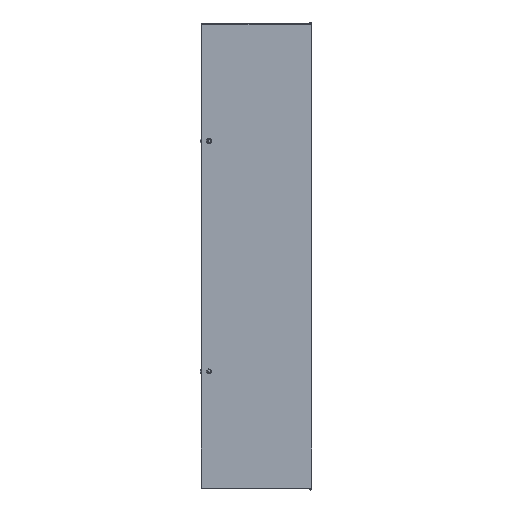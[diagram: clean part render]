
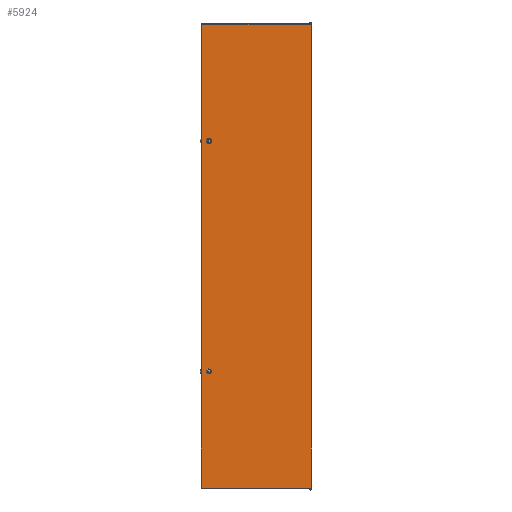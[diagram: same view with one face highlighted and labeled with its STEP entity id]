
A CAD part, top view. The second image highlights one B-rep face of the part: STEP entity #5924.
In plain terms, the highlighted planar face has unit normal (0, 0, 1).
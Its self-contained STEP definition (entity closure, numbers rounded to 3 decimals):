
#99 = LINE ( 'NONE', #2755, #6101 ) ;
#106 = AXIS2_PLACEMENT_3D ( 'NONE', #3487, #8865, #12192 ) ;
#145 = ORIENTED_EDGE ( 'NONE', *, *, #10413, .T. ) ;
#160 = CARTESIAN_POINT ( 'NONE',  ( 249.38, 1060.444, 9.598 ) ) ;
#555 = CARTESIAN_POINT ( 'NONE',  ( 248.593, -1062.556, 9.598 ) ) ;
#636 = EDGE_CURVE ( 'NONE', #15599, #4600, #5638, .T. ) ;
#648 = DIRECTION ( 'NONE',  ( 1., 0., 0. ) ) ;
#727 = CARTESIAN_POINT ( 'NONE',  ( -228.407, -533.93, 9.598 ) ) ;
#872 = CARTESIAN_POINT ( 'NONE',  ( 248.593, -1063.344, 9.598 ) ) ;
#1107 = VERTEX_POINT ( 'NONE', #1305 ) ;
#1191 = DIRECTION ( 'NONE',  ( 0., 0., -1. ) ) ;
#1250 = CARTESIAN_POINT ( 'NONE',  ( -212.407, -533.93, 9.598 ) ) ;
#1305 = CARTESIAN_POINT ( 'NONE',  ( -228.407, 521.57, 9.598 ) ) ;
#1370 = DIRECTION ( 'NONE',  ( 0., 0., 1. ) ) ;
#1455 = DIRECTION ( 'NONE',  ( 1., 0., 0. ) ) ;
#2109 = LINE ( 'NONE', #14208, #14443 ) ;
#2134 = AXIS2_PLACEMENT_3D ( 'NONE', #6844, #1191, #5156 ) ;
#2273 = DIRECTION ( 'NONE',  ( 0., -1., 0. ) ) ;
#2334 = CARTESIAN_POINT ( 'NONE',  ( -228.407, 531.817, 9.598 ) ) ;
#2685 = FACE_BOUND ( 'NONE', #17393, .T. ) ;
#2755 = CARTESIAN_POINT ( 'NONE',  ( -228.407, -533.93, 9.598 ) ) ;
#3487 = CARTESIAN_POINT ( 'NONE',  ( -220.407, 526.694, 9.598 ) ) ;
#3550 = CARTESIAN_POINT ( 'NONE',  ( -220.407, 526.694, 9.598 ) ) ;
#4240 = EDGE_LOOP ( 'NONE', ( #14243, #17507, #17207, #9879 ) ) ;
#4583 = LINE ( 'NONE', #7322, #8515 ) ;
#4600 = VERTEX_POINT ( 'NONE', #14086 ) ;
#4841 = LINE ( 'NONE', #872, #6254 ) ;
#5015 = VERTEX_POINT ( 'NONE', #15842 ) ;
#5156 = DIRECTION ( 'NONE',  ( 1., 0., 0. ) ) ;
#5303 = CARTESIAN_POINT ( 'NONE',  ( -212.407, 521.57, 9.598 ) ) ;
#5575 = CARTESIAN_POINT ( 'NONE',  ( -212.407, -533.93, 9.598 ) ) ;
#5638 = LINE ( 'NONE', #160, #6708 ) ;
#5924 = ADVANCED_FACE ( 'NONE', ( #2685, #13711, #10888 ), #8329, .T. ) ;
#6101 = VECTOR ( 'NONE', #10875, 1000. ) ;
#6254 = VECTOR ( 'NONE', #14293, 1000. ) ;
#6349 = CARTESIAN_POINT ( 'NONE',  ( -220.407, -528.806, 9.598 ) ) ;
#6633 = LINE ( 'NONE', #1250, #15067 ) ;
#6708 = VECTOR ( 'NONE', #12352, 1000. ) ;
#6844 = CARTESIAN_POINT ( 'NONE',  ( -220.407, -528.806, 9.598 ) ) ;
#6856 = DIRECTION ( 'NONE',  ( 0., 1., 0. ) ) ;
#7025 = EDGE_CURVE ( 'NONE', #14136, #1107, #16224, .T. ) ;
#7107 = DIRECTION ( 'NONE',  ( 0., -1., 0. ) ) ;
#7218 = EDGE_LOOP ( 'NONE', ( #9618, #13642, #145, #7879 ) ) ;
#7322 = CARTESIAN_POINT ( 'NONE',  ( -254.195, -1062.556, 9.598 ) ) ;
#7436 = AXIS2_PLACEMENT_3D ( 'NONE', #6349, #7848, #8915 ) ;
#7566 = EDGE_CURVE ( 'NONE', #10497, #14556, #15339, .T. ) ;
#7625 = CARTESIAN_POINT ( 'NONE',  ( 248.593, 1060.444, 9.598 ) ) ;
#7637 = CARTESIAN_POINT ( 'NONE',  ( -253.407, -1062.556, 9.598 ) ) ;
#7640 = ORIENTED_EDGE ( 'NONE', *, *, #7025, .F. ) ;
#7717 = CIRCLE ( 'NONE', #106, 9.5 ) ;
#7848 = DIRECTION ( 'NONE',  ( 0., 0., -1. ) ) ;
#7879 = ORIENTED_EDGE ( 'NONE', *, *, #9972, .T. ) ;
#8018 = EDGE_CURVE ( 'NONE', #17238, #8293, #10825, .T. ) ;
#8079 = AXIS2_PLACEMENT_3D ( 'NONE', #3550, #10337, #648 ) ;
#8133 = EDGE_CURVE ( 'NONE', #8293, #14136, #7717, .T. ) ;
#8293 = VERTEX_POINT ( 'NONE', #9786 ) ;
#8329 = PLANE ( 'NONE',  #11565 ) ;
#8502 = ORIENTED_EDGE ( 'NONE', *, *, #8133, .F. ) ;
#8515 = VECTOR ( 'NONE', #11113, 1000. ) ;
#8865 = DIRECTION ( 'NONE',  ( 0., 0., 1. ) ) ;
#8915 = DIRECTION ( 'NONE',  ( 1., 0., 0. ) ) ;
#9443 = ORIENTED_EDGE ( 'NONE', *, *, #10351, .F. ) ;
#9618 = ORIENTED_EDGE ( 'NONE', *, *, #17218, .T. ) ;
#9786 = CARTESIAN_POINT ( 'NONE',  ( -212.407, 531.817, 9.598 ) ) ;
#9879 = ORIENTED_EDGE ( 'NONE', *, *, #636, .T. ) ;
#9972 = EDGE_CURVE ( 'NONE', #5015, #13044, #17386, .T. ) ;
#10337 = DIRECTION ( 'NONE',  ( 0., 0., 1. ) ) ;
#10351 = EDGE_CURVE ( 'NONE', #1107, #17238, #13424, .T. ) ;
#10413 = EDGE_CURVE ( 'NONE', #14556, #5015, #99, .T. ) ;
#10497 = VERTEX_POINT ( 'NONE', #5575 ) ;
#10758 = VECTOR ( 'NONE', #7107, 1000. ) ;
#10825 = LINE ( 'NONE', #16241, #14782 ) ;
#10875 = DIRECTION ( 'NONE',  ( 0., 1., 0. ) ) ;
#10888 = FACE_BOUND ( 'NONE', #7218, .T. ) ;
#11113 = DIRECTION ( 'NONE',  ( 1., 0., 0. ) ) ;
#11565 = AXIS2_PLACEMENT_3D ( 'NONE', #12304, #1370, #1455 ) ;
#11646 = VERTEX_POINT ( 'NONE', #555 ) ;
#12010 = DIRECTION ( 'NONE',  ( 0., -1., 0. ) ) ;
#12192 = DIRECTION ( 'NONE',  ( 1., 0., 0. ) ) ;
#12304 = CARTESIAN_POINT ( 'NONE',  ( -2.407, -1.056, 9.598 ) ) ;
#12352 = DIRECTION ( 'NONE',  ( -1., 0., 0. ) ) ;
#13044 = VERTEX_POINT ( 'NONE', #14711 ) ;
#13359 = VERTEX_POINT ( 'NONE', #7637 ) ;
#13424 = CIRCLE ( 'NONE', #8079, 9.5 ) ;
#13642 = ORIENTED_EDGE ( 'NONE', *, *, #7566, .T. ) ;
#13711 = FACE_OUTER_BOUND ( 'NONE', #4240, .T. ) ;
#14086 = CARTESIAN_POINT ( 'NONE',  ( -253.407, 1060.444, 9.598 ) ) ;
#14136 = VERTEX_POINT ( 'NONE', #2334 ) ;
#14194 = ORIENTED_EDGE ( 'NONE', *, *, #8018, .F. ) ;
#14208 = CARTESIAN_POINT ( 'NONE',  ( -253.407, 1061.232, 9.598 ) ) ;
#14243 = ORIENTED_EDGE ( 'NONE', *, *, #15238, .T. ) ;
#14293 = DIRECTION ( 'NONE',  ( 0., 1., 0. ) ) ;
#14443 = VECTOR ( 'NONE', #2273, 1000. ) ;
#14556 = VERTEX_POINT ( 'NONE', #727 ) ;
#14711 = CARTESIAN_POINT ( 'NONE',  ( -212.407, -523.683, 9.598 ) ) ;
#14782 = VECTOR ( 'NONE', #6856, 1000. ) ;
#15067 = VECTOR ( 'NONE', #12010, 1000. ) ;
#15133 = EDGE_CURVE ( 'NONE', #13359, #11646, #4583, .T. ) ;
#15196 = EDGE_CURVE ( 'NONE', #11646, #15599, #4841, .T. ) ;
#15238 = EDGE_CURVE ( 'NONE', #4600, #13359, #2109, .T. ) ;
#15339 = CIRCLE ( 'NONE', #7436, 9.5 ) ;
#15599 = VERTEX_POINT ( 'NONE', #7625 ) ;
#15842 = CARTESIAN_POINT ( 'NONE',  ( -228.407, -523.683, 9.598 ) ) ;
#16224 = LINE ( 'NONE', #16307, #10758 ) ;
#16241 = CARTESIAN_POINT ( 'NONE',  ( -212.407, 531.817, 9.598 ) ) ;
#16307 = CARTESIAN_POINT ( 'NONE',  ( -228.407, 531.817, 9.598 ) ) ;
#17207 = ORIENTED_EDGE ( 'NONE', *, *, #15196, .T. ) ;
#17218 = EDGE_CURVE ( 'NONE', #13044, #10497, #6633, .T. ) ;
#17238 = VERTEX_POINT ( 'NONE', #5303 ) ;
#17386 = CIRCLE ( 'NONE', #2134, 9.5 ) ;
#17393 = EDGE_LOOP ( 'NONE', ( #8502, #14194, #9443, #7640 ) ) ;
#17507 = ORIENTED_EDGE ( 'NONE', *, *, #15133, .T. ) ;
